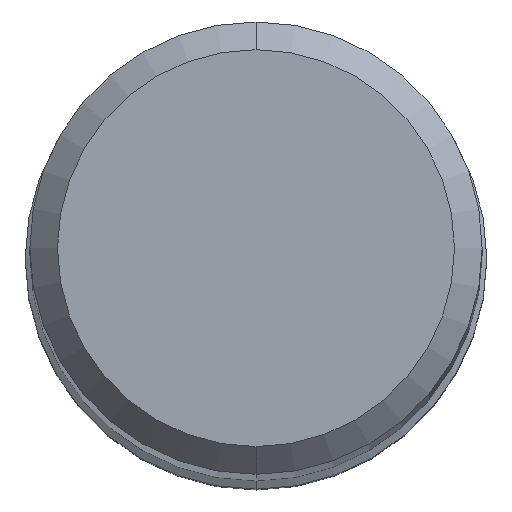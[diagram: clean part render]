
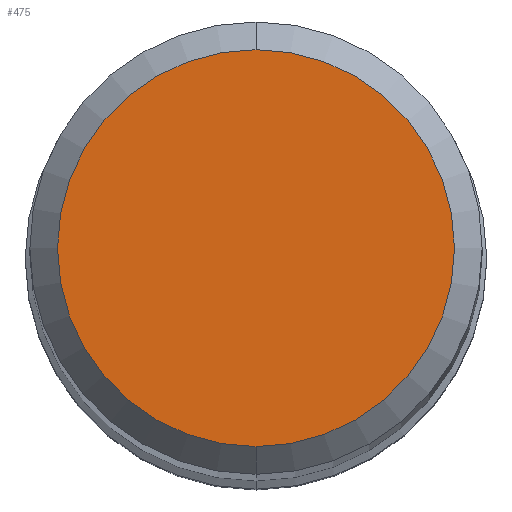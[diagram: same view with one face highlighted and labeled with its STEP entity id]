
A CAD part, top view. The second image highlights one B-rep face of the part: STEP entity #475.
In plain terms, the highlighted planar face has unit normal (0, 0, 1).
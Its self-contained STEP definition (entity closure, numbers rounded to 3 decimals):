
#267=VERTEX_POINT('',#659);
#289=EDGE_CURVE('',#267,#481,#685,.T.);
#475=ADVANCED_FACE('',(#892),#893,.T.);
#481=VERTEX_POINT('',#899);
#533=EDGE_CURVE('',#481,#267,#956,.T.);
#659=CARTESIAN_POINT('',(0.,-2.15,0.0));
#685=CIRCLE('',#1188,2.15);
#892=FACE_OUTER_BOUND('',#1539,.T.);
#893=PLANE('',#1540);
#899=CARTESIAN_POINT('',(0.0,2.15,0.0));
#956=CIRCLE('',#1639,2.15);
#1188=AXIS2_PLACEMENT_3D('',#1867,#1868,#1869);
#1539=EDGE_LOOP('',(#2110,#2111));
#1540=AXIS2_PLACEMENT_3D('',#2112,#2113,#2114);
#1639=AXIS2_PLACEMENT_3D('',#2189,#2190,#2191);
#1867=CARTESIAN_POINT('',(0.0,0.0,0.0));
#1868=DIRECTION('',(0.0,0.0,-1.0));
#1869=DIRECTION('',(0.0,1.0,0.0));
#2110=ORIENTED_EDGE('',*,*,#533,.F.);
#2111=ORIENTED_EDGE('',*,*,#289,.F.);
#2112=CARTESIAN_POINT('',(0.0,1.075,0.0));
#2113=DIRECTION('',(-0.0,0.0,1.0));
#2114=DIRECTION('',(0.0,-1.0,0.0));
#2189=CARTESIAN_POINT('',(0.0,0.0,0.0));
#2190=DIRECTION('',(0.0,0.0,-1.0));
#2191=DIRECTION('',(0.0,1.0,0.0));
